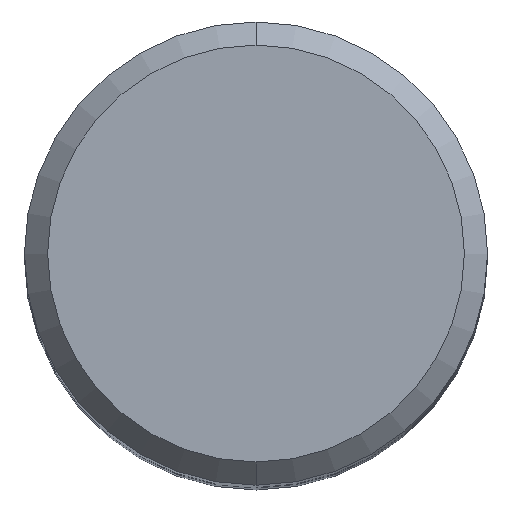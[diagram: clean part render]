
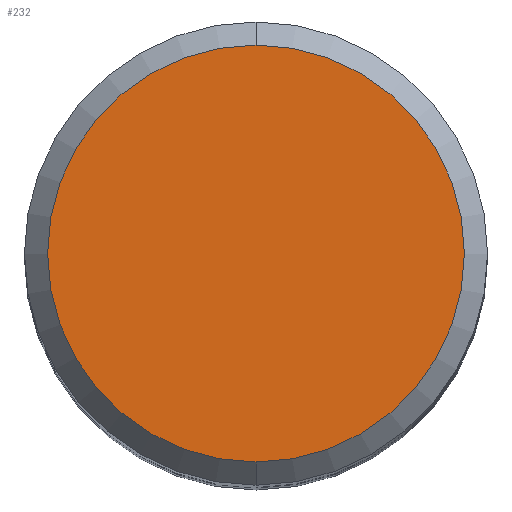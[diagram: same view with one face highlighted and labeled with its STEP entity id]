
A CAD part, top view. The second image highlights one B-rep face of the part: STEP entity #232.
In plain terms, the highlighted planar face has unit normal (0, 0, 1).
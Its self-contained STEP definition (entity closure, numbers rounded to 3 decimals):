
#208=VERTEX_POINT('',#489);
#232=ADVANCED_FACE('',(#513),#514,.T.);
#256=EDGE_CURVE('',#356,#208,#542,.T.);
#312=EDGE_CURVE('',#208,#356,#605,.T.);
#356=VERTEX_POINT('',#656);
#489=CARTESIAN_POINT('',(0.0,9.0,0.0));
#513=FACE_OUTER_BOUND('',#905,.T.);
#514=PLANE('',#906);
#542=CIRCLE('',#941,9.0);
#605=CIRCLE('',#1205,9.0);
#656=CARTESIAN_POINT('',(0.,-9.0,0.0));
#905=EDGE_LOOP('',(#1550,#1551));
#906=AXIS2_PLACEMENT_3D('',#1552,#1553,#1554);
#941=AXIS2_PLACEMENT_3D('',#1600,#1601,#1602);
#1205=AXIS2_PLACEMENT_3D('',#1682,#1683,#1684);
#1550=ORIENTED_EDGE('',*,*,#312,.F.);
#1551=ORIENTED_EDGE('',*,*,#256,.F.);
#1552=CARTESIAN_POINT('',(0.0,4.5,0.0));
#1553=DIRECTION('',(-0.0,0.0,1.0));
#1554=DIRECTION('',(0.0,-1.0,0.0));
#1600=CARTESIAN_POINT('',(0.0,0.0,0.0));
#1601=DIRECTION('',(0.0,0.0,-1.0));
#1602=DIRECTION('',(0.0,1.0,0.0));
#1682=CARTESIAN_POINT('',(0.0,0.0,0.0));
#1683=DIRECTION('',(0.0,0.0,-1.0));
#1684=DIRECTION('',(0.0,1.0,0.0));
